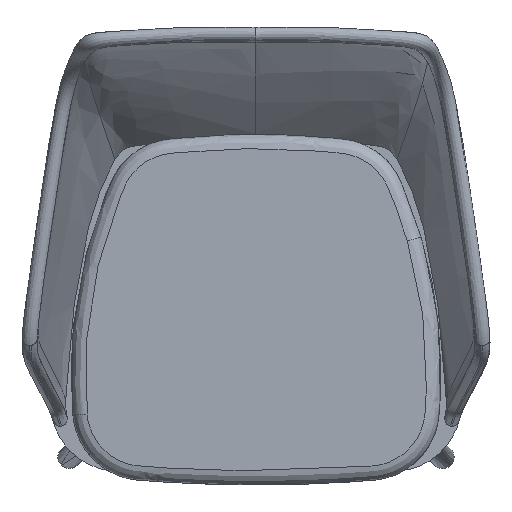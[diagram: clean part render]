
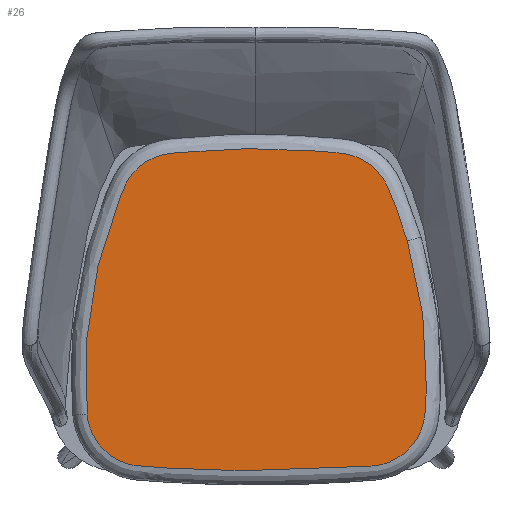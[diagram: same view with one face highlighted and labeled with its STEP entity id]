
A CAD part, top view. The second image highlights one B-rep face of the part: STEP entity #26.
In plain terms, the highlighted free-form (B-spline) face has degree [1, 1] with [2, 2] control points.
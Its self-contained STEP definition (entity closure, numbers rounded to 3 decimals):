
#26=ADVANCED_FACE($,(#89),#944,.T.);
#89=FACE_OUTER_BOUND($,#152,.T.);
#152=EDGE_LOOP($,(#215,#216));
#215=ORIENTED_EDGE($,*,*,#575,.F.);
#216=ORIENTED_EDGE($,*,*,#567,.F.);
#567=EDGE_CURVE($,#778,#782,#1083,.T.);
#575=EDGE_CURVE($,#782,#778,#1090,.T.);
#778=VERTEX_POINT($,#2109);
#782=VERTEX_POINT($,#2113);
#944=B_SPLINE_SURFACE_WITH_KNOTS($,1,1,((#1608,#1609),(#1610,#1611)),.UNSPECIFIED.,
.F.,.F.,.F.,(2,2),(2,2),(12.771,501.227),(-82.543,
378.727),.UNSPECIFIED.);
#1083=(
BOUNDED_CURVE()
B_SPLINE_CURVE(3,(#1323,#1324,#1325,#1326,#1327,#1328,#1329,#1330,#1331,
#1332,#1333,#1334,#1335,#1336,#1337,#1338,#1339,#1340,#1341,#1342,#1343,
#1344,#1345,#1346,#1347,#1348,#1349,#1350,#1351,#1352,#1353,#1354,#1355,
#1356,#1357,#1358,#1359,#1360,#1361,#1362,#1363),.UNSPECIFIED.,.F.,.F.)
B_SPLINE_CURVE_WITH_KNOTS((4,1,1,1,1,1,1,1,3,1,1,1,1,1,1,1,3,1,1,1,3,1,1,
1,1,1,1,1,3,1,4),(0.,39.804,80.47,121.294,
161.558,201.825,242.656,283.334,325.674,
335.54,345.99,356.63,367.033,377.441,
388.098,398.576,409.736,469.105,528.566,
588.029,651.172,661.039,671.489,682.128,
692.531,702.939,713.596,724.075,735.234,
775.038,815.704),.UNSPECIFIED.)
CURVE()
GEOMETRIC_REPRESENTATION_ITEM()
RATIONAL_B_SPLINE_CURVE((1.,1.,1.,1.,1.,1.,1.,1.,1.,1.,1.,1.,1.,1.,1.,1.,
1.,1.,1.,1.,1.,1.,1.,1.,1.,1.,1.,1.,1.,1.,1.,1.,1.,1.,1.,1.,1.,1.,1.,1.,
1.))
REPRESENTATION_ITEM($)
);
#1090=(
BOUNDED_CURVE()
B_SPLINE_CURVE(3,(#1480,#1481,#1482,#1483,#1484,#1485,#1486,#1487,#1488,
#1489,#1490,#1491,#1492,#1493,#1494,#1495,#1496,#1497,#1498,#1499,#1500,
#1501,#1502,#1503,#1504,#1505,#1506,#1507,#1508,#1509,#1510,#1511,#1512,
#1513,#1514),.UNSPECIFIED.,.F.,.F.)
B_SPLINE_CURVE_WITH_KNOTS((4,1,1,1,1,1,3,1,1,1,1,1,1,1,3,1,1,1,3,1,1,1,1,
1,1,1,4),(815.704,856.528,896.792,937.059,
977.89,1018.569,1060.908,1073.97,1087.867,
1102.224,1116.594,1130.972,1145.35,1159.282,
1173.195,1253.943,1334.759,1415.578,1501.455,
1514.517,1528.414,1542.771,1557.141,1571.519,
1585.897,1599.829,1613.742),.UNSPECIFIED.)
CURVE()
GEOMETRIC_REPRESENTATION_ITEM()
RATIONAL_B_SPLINE_CURVE((1.,1.,1.,1.,1.,1.,1.,1.,1.,1.,1.,1.,1.,1.,1.,1.,
1.,1.,1.,1.,1.,1.,1.,1.,1.,1.,1.,1.,1.,1.,1.,1.,1.,1.,1.))
REPRESENTATION_ITEM($)
);
#1323=CARTESIAN_POINT($,(-16661.65,16763.296,453.178));
#1324=CARTESIAN_POINT($,(-16662.713,16775.804,453.178));
#1325=CARTESIAN_POINT($,(-16664.099,16801.156,453.178));
#1326=CARTESIAN_POINT($,(-16663.853,16839.425,453.178));
#1327=CARTESIAN_POINT($,(-16661.234,16877.752,453.178));
#1328=CARTESIAN_POINT($,(-16656.282,16915.72,453.178));
#1329=CARTESIAN_POINT($,(-16649.021,16953.317,453.178));
#1330=CARTESIAN_POINT($,(-16639.43,16990.524,453.178));
#1331=CARTESIAN_POINT($,(-16627.358,17027.689,453.178));
#1332=CARTESIAN_POINT($,(-16617.713,17052.043,453.178));
#1333=CARTESIAN_POINT($,(-16612.401,17064.294,453.178));
#1334=CARTESIAN_POINT($,(-16611.164,17067.149,453.178));
#1335=CARTESIAN_POINT($,(-16608.252,17072.87,453.178));
#1336=CARTESIAN_POINT($,(-16602.745,17080.957,453.178));
#1337=CARTESIAN_POINT($,(-16596.11,17088.376,453.178));
#1338=CARTESIAN_POINT($,(-16588.571,17094.853,453.178));
#1339=CARTESIAN_POINT($,(-16580.25,17100.3,453.178));
#1340=CARTESIAN_POINT($,(-16571.263,17104.618,453.178));
#1341=CARTESIAN_POINT($,(-16561.562,17107.789,453.178));
#1342=CARTESIAN_POINT($,(-16554.832,17109.017,453.178));
#1343=CARTESIAN_POINT($,(-16551.334,17109.407,453.178));
#1344=CARTESIAN_POINT($,(-16532.726,17111.478,453.178));
#1345=CARTESIAN_POINT($,(-16495.368,17114.609,453.178));
#1346=CARTESIAN_POINT($,(-16439.142,17116.242,453.178));
#1347=CARTESIAN_POINT($,(-16381.721,17114.774,453.178));
#1348=CARTESIAN_POINT($,(-16343.168,17111.61,453.178));
#1349=CARTESIAN_POINT($,(-16323.377,17109.407,453.178));
#1350=CARTESIAN_POINT($,(-16320.285,17109.063,453.178));
#1351=CARTESIAN_POINT($,(-16313.961,17107.96,453.178));
#1352=CARTESIAN_POINT($,(-16304.613,17105.074,453.178));
#1353=CARTESIAN_POINT($,(-16295.571,17100.912,453.178));
#1354=CARTESIAN_POINT($,(-16287.164,17095.609,453.178));
#1355=CARTESIAN_POINT($,(-16279.513,17089.256,453.178));
#1356=CARTESIAN_POINT($,(-16272.744,17081.936,453.178));
#1357=CARTESIAN_POINT($,(-16266.863,17073.594,453.178));
#1358=CARTESIAN_POINT($,(-16263.71,17067.523,453.178));
#1359=CARTESIAN_POINT($,(-16262.31,17064.294,453.178));
#1360=CARTESIAN_POINT($,(-16257.316,17052.777,453.178));
#1361=CARTESIAN_POINT($,(-16247.924,17029.189,453.178));
#1362=CARTESIAN_POINT($,(-16239.986,17005.072,453.178));
#1363=CARTESIAN_POINT($,(-16236.355,16992.772,453.178));
#1480=CARTESIAN_POINT($,(-16236.355,16992.772,453.178));
#1481=CARTESIAN_POINT($,(-16232.709,16980.424,453.178));
#1482=CARTESIAN_POINT($,(-16226.227,16955.674,453.178));
#1483=CARTESIAN_POINT($,(-16218.821,16918.108,453.178));
#1484=CARTESIAN_POINT($,(-16213.721,16880.157,453.178));
#1485=CARTESIAN_POINT($,(-16210.953,16841.834,453.178));
#1486=CARTESIAN_POINT($,(-16210.552,16802.759,453.178));
#1487=CARTESIAN_POINT($,(-16211.931,16776.601,453.178));
#1488=CARTESIAN_POINT($,(-16213.061,16763.296,453.178));
#1489=CARTESIAN_POINT($,(-16213.41,16759.192,453.178));
#1490=CARTESIAN_POINT($,(-16214.823,16750.779,453.178));
#1491=CARTESIAN_POINT($,(-16219.122,16738.427,453.178));
#1492=CARTESIAN_POINT($,(-16225.728,16726.658,453.178));
#1493=CARTESIAN_POINT($,(-16234.427,16716.14,453.178));
#1494=CARTESIAN_POINT($,(-16244.871,16707.342,453.178));
#1495=CARTESIAN_POINT($,(-16256.599,16700.622,453.178));
#1496=CARTESIAN_POINT($,(-16269.185,16696.121,453.178));
#1497=CARTESIAN_POINT($,(-16277.874,16694.635,453.178));
#1498=CARTESIAN_POINT($,(-16282.247,16694.274,453.178));
#1499=CARTESIAN_POINT($,(-16307.626,16692.177,453.178));
#1500=CARTESIAN_POINT($,(-16358.49,16689.012,453.178));
#1501=CARTESIAN_POINT($,(-16434.928,16687.363,453.178));
#1502=CARTESIAN_POINT($,(-16512.988,16688.846,453.178));
#1503=CARTESIAN_POINT($,(-16565.474,16692.044,453.178));
#1504=CARTESIAN_POINT($,(-16592.465,16694.274,453.178));
#1505=CARTESIAN_POINT($,(-16596.57,16694.613,453.178));
#1506=CARTESIAN_POINT($,(-16604.986,16696.006,453.178));
#1507=CARTESIAN_POINT($,(-16617.349,16700.276,453.178));
#1508=CARTESIAN_POINT($,(-16629.133,16706.854,453.178));
#1509=CARTESIAN_POINT($,(-16639.671,16715.529,453.178));
#1510=CARTESIAN_POINT($,(-16648.494,16725.952,453.178));
#1511=CARTESIAN_POINT($,(-16655.242,16737.664,453.178));
#1512=CARTESIAN_POINT($,(-16659.772,16750.239,453.178));
#1513=CARTESIAN_POINT($,(-16661.279,16758.924,453.178));
#1514=CARTESIAN_POINT($,(-16661.65,16763.296,453.178));
#1608=CARTESIAN_POINT($,(-16668.422,16683.6,453.178));
#1609=CARTESIAN_POINT($,(-16668.422,17120.01,453.178));
#1610=CARTESIAN_POINT($,(-16206.29,16683.6,453.178));
#1611=CARTESIAN_POINT($,(-16206.29,17120.01,453.178));
#2109=CARTESIAN_POINT($,(-16661.65,16763.296,453.178));
#2113=CARTESIAN_POINT($,(-16236.355,16992.772,453.178));
